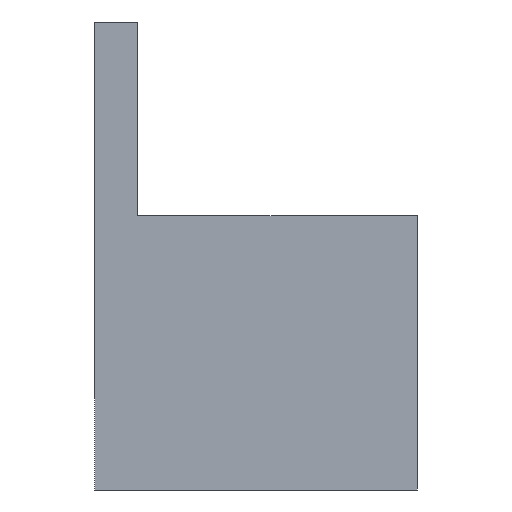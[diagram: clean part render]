
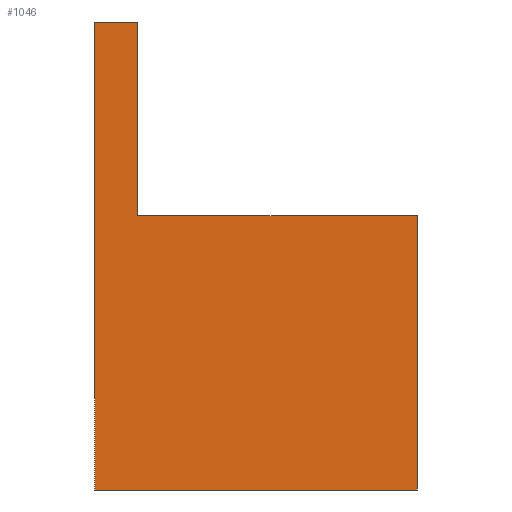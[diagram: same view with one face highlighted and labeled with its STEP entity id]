
A CAD part, front view. The second image highlights one B-rep face of the part: STEP entity #1046.
In plain terms, the highlighted planar face has unit normal (0, -1, 0).
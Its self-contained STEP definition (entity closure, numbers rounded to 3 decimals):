
#229=CARTESIAN_POINT('',(1174.296,-533.705,-7.324));
#230=VERTEX_POINT('',#229);
#237=CARTESIAN_POINT('',(1174.296,-533.705,36.176));
#238=VERTEX_POINT('',#237);
#239=CARTESIAN_POINT('',(1174.296,-533.705,-7.324));
#240=DIRECTION('',(-0.,0.,1.));
#241=VECTOR('',#240,43.5);
#242=LINE('',#239,#241);
#243=EDGE_CURVE('',#230,#238,#242,.T.);
#333=CARTESIAN_POINT('',(1178.296,-533.705,36.176));
#334=VERTEX_POINT('',#333);
#341=CARTESIAN_POINT('',(1178.296,-533.705,18.176));
#342=VERTEX_POINT('',#341);
#343=CARTESIAN_POINT('',(1178.296,-533.705,36.176));
#344=DIRECTION('',(0.,0.,-1.));
#345=VECTOR('',#344,18.);
#346=LINE('',#343,#345);
#347=EDGE_CURVE('',#334,#342,#346,.T.);
#939=CARTESIAN_POINT('',(1204.296,-533.705,-7.324));
#940=VERTEX_POINT('',#939);
#947=CARTESIAN_POINT('',(1204.296,-533.705,-7.324));
#948=DIRECTION('',(-1.,0.,-0.));
#949=VECTOR('',#948,30.);
#950=LINE('',#947,#949);
#951=EDGE_CURVE('',#940,#230,#950,.T.);
#1005=CARTESIAN_POINT('',(1204.296,-533.705,18.176));
#1006=VERTEX_POINT('',#1005);
#1007=CARTESIAN_POINT('',(1204.296,-533.705,18.176));
#1008=DIRECTION('',(-1.,0.,-0.));
#1009=VECTOR('',#1008,26.);
#1010=LINE('',#1007,#1009);
#1011=EDGE_CURVE('',#1006,#342,#1010,.T.);
#1023=CARTESIAN_POINT('',(1204.296,-533.705,-6.324));
#1024=DIRECTION('',(-0.,-1.,0.));
#1025=DIRECTION('',(0.,-0.,-1.));
#1026=AXIS2_PLACEMENT_3D('',#1023,#1024,#1025);
#1027=PLANE('',#1026);
#1028=ORIENTED_EDGE('',*,*,#243,.F.);
#1029=ORIENTED_EDGE('',*,*,#951,.F.);
#1030=CARTESIAN_POINT('',(1204.296,-533.705,-7.324));
#1031=DIRECTION('',(-0.,0.,1.));
#1032=VECTOR('',#1031,25.5);
#1033=LINE('',#1030,#1032);
#1034=EDGE_CURVE('',#940,#1006,#1033,.T.);
#1035=ORIENTED_EDGE('',*,*,#1034,.T.);
#1036=ORIENTED_EDGE('',*,*,#1011,.T.);
#1037=ORIENTED_EDGE('',*,*,#347,.F.);
#1038=CARTESIAN_POINT('',(1178.296,-533.705,36.176));
#1039=DIRECTION('',(-1.,0.,-0.));
#1040=VECTOR('',#1039,4.);
#1041=LINE('',#1038,#1040);
#1042=EDGE_CURVE('',#334,#238,#1041,.T.);
#1043=ORIENTED_EDGE('',*,*,#1042,.T.);
#1044=EDGE_LOOP('',(#1028,#1029,#1035,#1036,#1037,#1043));
#1045=FACE_BOUND('',#1044,.T.);
#1046=ADVANCED_FACE('',(#1045),#1027,.T.);
